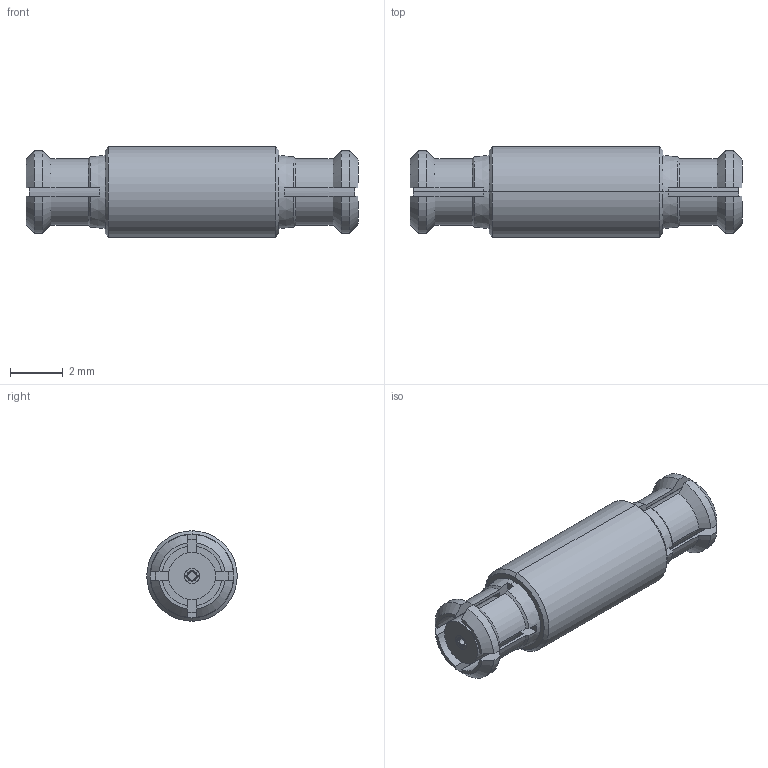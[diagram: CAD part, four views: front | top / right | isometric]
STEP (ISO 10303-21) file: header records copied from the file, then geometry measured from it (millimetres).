
FILE_DESCRIPTION (( 'STEP AP203' ), '1' );
FILE_NAME ('PE9776.step', '2018-10-11T16:20:02', ( '' ), ( '' ), 'SwSTEP 2.0', 'SolidWorks 2017', '' );
FILE_SCHEMA (( 'CONFIG_CONTROL_DESIGN' ));
Length unit declared in the file: inch
Products named in the file (1): PE9776
Bounding box: 12.59 x 3.43 x 3.43 mm (x, y, z)
Volume: 84.9 mm3; surface area: 206.4 mm2
Topology: 1 solids, 1 shells, 144 faces, 402 edges, 266 vertices
Faces by surface type: plane 64, cylinder 42, cone 38
Entity records: 4935 total; most frequent: CARTESIAN_POINT 1137, ORIENTED_EDGE 804, DIRECTION 778, EDGE_CURVE 402, AXIS2_PLACEMENT_3D 303, VERTEX_POINT 266, VECTOR 172, LINE 172
